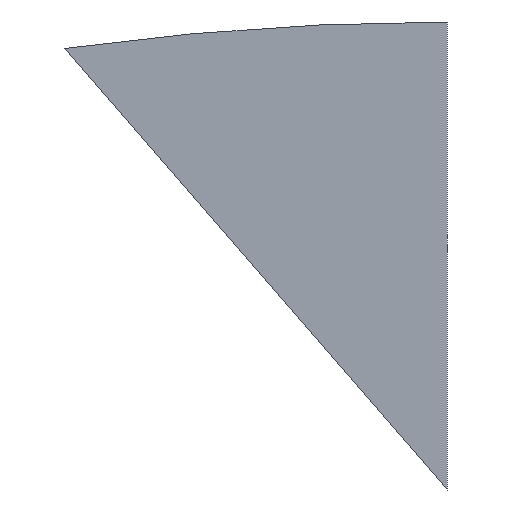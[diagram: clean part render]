
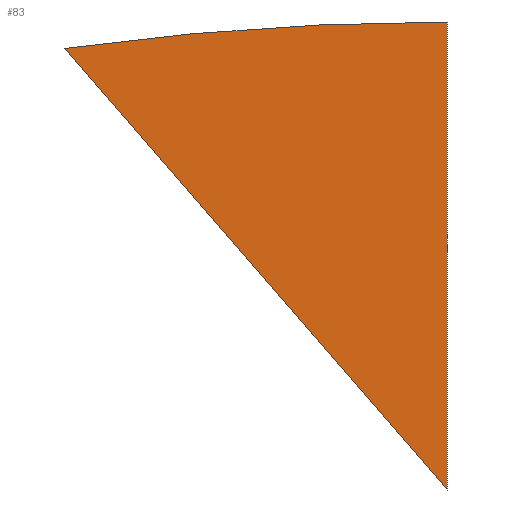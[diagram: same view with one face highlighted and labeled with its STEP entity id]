
A CAD part, front view. The second image highlights one B-rep face of the part: STEP entity #83.
In plain terms, the highlighted planar face has unit normal (0, -1, 0).
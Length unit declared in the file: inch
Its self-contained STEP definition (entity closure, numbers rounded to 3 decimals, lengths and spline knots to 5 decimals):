
#15=CIRCLE('',#100,499.875);
#22=FACE_OUTER_BOUND('',#27,.T.);
#27=EDGE_LOOP('',(#72,#73,#74));
#28=LINE('',#132,#35);
#33=LINE('',#145,#40);
#35=VECTOR('',#109,0.3937);
#40=VECTOR('',#122,0.3937);
#42=VERTEX_POINT('',#130);
#43=VERTEX_POINT('',#131);
#46=VERTEX_POINT('',#139);
#48=EDGE_CURVE('',#42,#43,#28,.T.);
#52=EDGE_CURVE('',#46,#43,#15,.T.);
#55=EDGE_CURVE('',#42,#46,#33,.T.);
#72=ORIENTED_EDGE('',*,*,#55,.F.);
#73=ORIENTED_EDGE('',*,*,#48,.T.);
#74=ORIENTED_EDGE('',*,*,#52,.F.);
#78=PLANE('',#104);
#83=ADVANCED_FACE('',(#22),#78,.F.);
#100=AXIS2_PLACEMENT_3D('',#140,#115,#116);
#104=AXIS2_PLACEMENT_3D('',#148,#126,#127);
#109=DIRECTION('',(0.,0.,1.));
#115=DIRECTION('center_axis',(0.,1.,0.));
#116=DIRECTION('ref_axis',(-0.138,0.,0.99));
#122=DIRECTION('',(-0.655,0.,0.756));
#126=DIRECTION('center_axis',(0.,1.,0.));
#127=DIRECTION('ref_axis',(1.,0.,0.));
#130=CARTESIAN_POINT('',(-0.125,0.,-84.06493));
#131=CARTESIAN_POINT('',(-0.125,0.,-0.12502));
#132=CARTESIAN_POINT('',(-0.125,0.,-84.40756));
#139=CARTESIAN_POINT('',(-68.75478,0.,-4.87598));
#140=CARTESIAN_POINT('Origin',(0.,0.,-500.));
#145=CARTESIAN_POINT('',(-0.125,0.,-84.06493));
#148=CARTESIAN_POINT('Origin',(-34.43989,0.,-42.09497));
